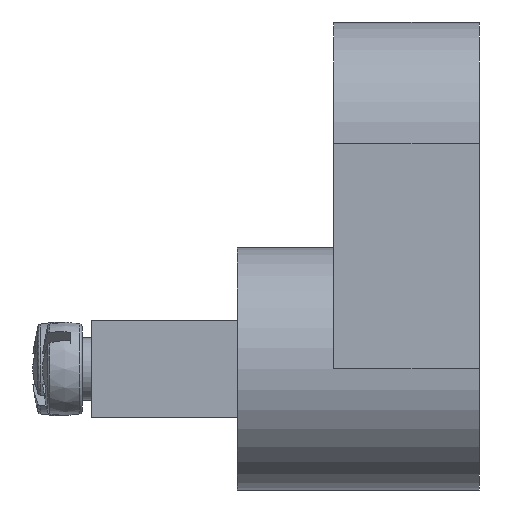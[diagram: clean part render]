
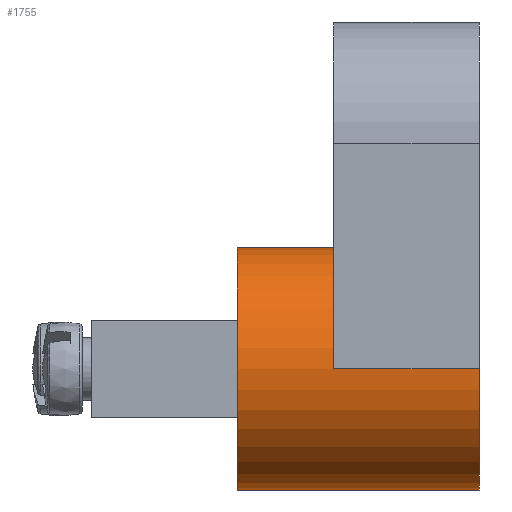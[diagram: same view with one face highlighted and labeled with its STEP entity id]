
A CAD part, left-side view. The second image highlights one B-rep face of the part: STEP entity #1755.
In plain terms, the highlighted cylindrical face has radius 7.5 mm (diameter 15 mm), a full revolution.
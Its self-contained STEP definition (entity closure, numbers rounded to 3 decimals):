
#130=LINE('',#3411,#176);
#131=LINE('',#3414,#177);
#176=VECTOR('',#2427,9.);
#177=VECTOR('',#2430,9.);
#358=FACE_BOUND('',#781,.T.);
#469=CIRCLE('',#1966,7.5);
#470=CIRCLE('',#1967,7.5);
#471=CIRCLE('',#1968,7.5);
#569=FACE_OUTER_BOUND('',#780,.T.);
#780=EDGE_LOOP('',(#1489,#1490,#1491,#1492));
#781=EDGE_LOOP('',(#1493));
#969=VERTEX_POINT('',#3407);
#970=VERTEX_POINT('',#3408);
#971=VERTEX_POINT('',#3410);
#972=VERTEX_POINT('',#3412);
#973=VERTEX_POINT('',#3415);
#1150=EDGE_CURVE('',#969,#970,#469,.T.);
#1151=EDGE_CURVE('',#971,#970,#130,.T.);
#1152=EDGE_CURVE('',#972,#971,#470,.T.);
#1153=EDGE_CURVE('',#972,#969,#131,.T.);
#1154=EDGE_CURVE('',#973,#973,#471,.T.);
#1489=ORIENTED_EDGE('',*,*,#1150,.T.);
#1490=ORIENTED_EDGE('',*,*,#1151,.F.);
#1491=ORIENTED_EDGE('',*,*,#1152,.F.);
#1492=ORIENTED_EDGE('',*,*,#1153,.T.);
#1493=ORIENTED_EDGE('',*,*,#1154,.F.);
#1598=CYLINDRICAL_SURFACE('',#1965,7.5);
#1755=ADVANCED_FACE('',(#569,#358),#1598,.T.);
#1965=AXIS2_PLACEMENT_3D('',#3406,#2423,#2424);
#1966=AXIS2_PLACEMENT_3D('',#3409,#2425,#2426);
#1967=AXIS2_PLACEMENT_3D('',#3413,#2428,#2429);
#1968=AXIS2_PLACEMENT_3D('',#3416,#2431,#2432);
#2423=DIRECTION('center_axis',(0.,1.,0.));
#2424=DIRECTION('ref_axis',(0.,0.,1.));
#2425=DIRECTION('center_axis',(0.,1.,0.));
#2426=DIRECTION('ref_axis',(0.,0.,1.));
#2427=DIRECTION('',(0.,1.,0.));
#2428=DIRECTION('center_axis',(0.,-1.,0.));
#2429=DIRECTION('ref_axis',(0.,0.,1.));
#2430=DIRECTION('',(0.,1.,0.));
#2431=DIRECTION('center_axis',(0.,1.,0.));
#2432=DIRECTION('ref_axis',(0.,0.,1.));
#3406=CARTESIAN_POINT('Origin',(-7.,-10.607,0.));
#3407=CARTESIAN_POINT('',(-7.,9.,7.5));
#3408=CARTESIAN_POINT('',(-7.,9.,-7.5));
#3409=CARTESIAN_POINT('Origin',(-7.,9.,0.));
#3410=CARTESIAN_POINT('',(-7.,0.,-7.5));
#3411=CARTESIAN_POINT('',(-7.,-10.607,-7.5));
#3412=CARTESIAN_POINT('',(-7.,0.,7.5));
#3413=CARTESIAN_POINT('Origin',(-7.,0.,0.));
#3414=CARTESIAN_POINT('',(-7.,-10.607,7.5));
#3415=CARTESIAN_POINT('',(-7.,15.,7.5));
#3416=CARTESIAN_POINT('Origin',(-7.,15.,0.));
